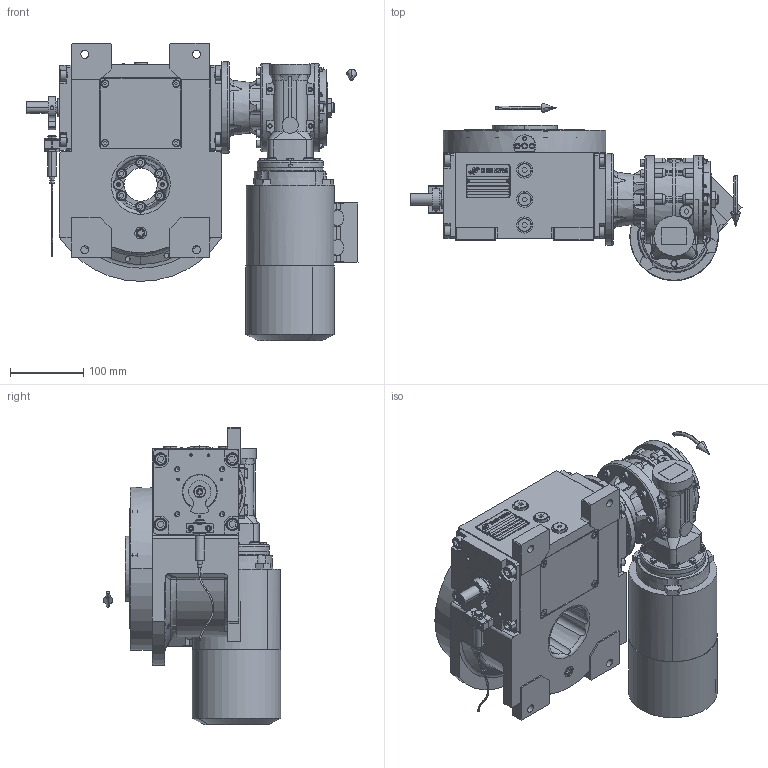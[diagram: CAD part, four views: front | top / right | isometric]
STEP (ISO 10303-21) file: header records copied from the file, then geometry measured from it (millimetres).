
FILE_DESCRIPTION (( 'STEP AP203' ), '1' );
FILE_NAME ('PC5201548.step', '2025-10-07T08:10:23', ( '' ), ( '' ), 'SwSTEP 2.0', 'SolidWorks 2020', '' );
FILE_SCHEMA (( 'CONFIG_CONTROL_DESIGN' ));
Length unit declared in the file: millimetre
Products named in the file (86): cfn2000_01_124; AS_900_38_11_019; rig06_002_bl_001; 900_38_11_019; cfn2128_04_004; cfn2128_19_002; BM63B14; AS_rig06_016; CFN2203_02_001.stp; cfn2000_01_103; cfn2155_01_056; cfn2070_05_005; cfn2158_01_010; cfn2155_01_303; rig06_004; freccia_angolare_albero; cfn2476_01_002_60x46; CFN2223_01-570X6-B.stp; AS_cfn2476_01_002_60x46; RMI50_F1_LCB_SX_63B14; RIG06_021_AF0.stp; cfn2151_01_290; cfn2000_01_126; CFN2356_03_047.stp; freccia_angolare; CFN2010_01_012.stp; cfn2151_01_090; AS_rig06_004; cfn2003_01_054; olio_agip_blasia_150; cfn2000_01_161; rig06_001_a; rig06_071_08_m_asm.stp; RIG06_005_ASM.stp; cfn2276_01_074; cfn2104_01_016; cfn2151_01_109; cfn2400_04_003; rig06_016; rig06_005_n_01 ...
Assembly tree (79 placements, depth 5):
  CFN2203_02_001.stp
  cfn2158_01_010
  CFN2223_01-570X6-B.stp
  cfn2151_01_290
  CFN2356_03_047.stp
Bounding box: 453.13 x 241.99 x 405.99 mm (x, y, z)
Volume: 6024347.2 mm3; surface area: 1099129.8 mm2
Topology: 69 solids, 71 shells, 3756 faces, 9496 edges, 6070 vertices
Faces by surface type: plane 1696, cylinder 1288, cone 569, torus 175, bspline 22, sphere 6
Entity records: 132637 total; most frequent: CARTESIAN_POINT 36079, DIRECTION 18432, ORIENTED_EDGE 18124, EDGE_CURVE 9064, AXIS2_PLACEMENT_3D 6714, VERTEX_POINT 5865, VECTOR 5004, LINE 5004
